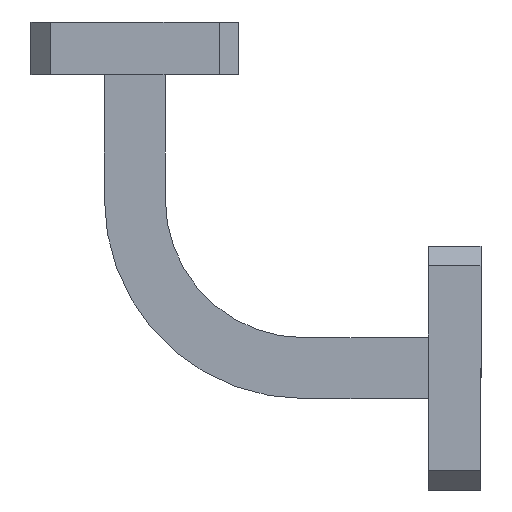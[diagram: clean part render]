
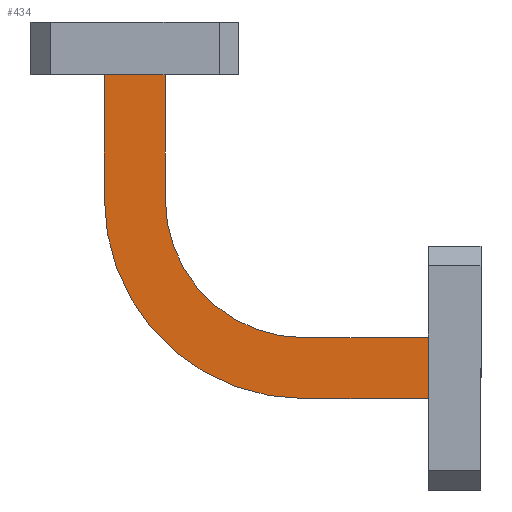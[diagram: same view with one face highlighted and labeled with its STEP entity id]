
A CAD part, front view. The second image highlights one B-rep face of the part: STEP entity #434.
In plain terms, the highlighted planar face has unit normal (0, -1, 0).
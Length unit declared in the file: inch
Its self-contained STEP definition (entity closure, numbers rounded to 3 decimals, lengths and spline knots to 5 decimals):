
#1 = DIRECTION ( 'NONE',  ( 0., 0., -1. ) ) ;
#25 = DIRECTION ( 'NONE',  ( 0., 0., -1. ) ) ;
#96 = CARTESIAN_POINT ( 'NONE',  ( 0.61, -0.18, -0.95 ) ) ;
#100 = DIRECTION ( 'NONE',  ( 1., 0., 0. ) ) ;
#124 = VECTOR ( 'NONE', #385, 39.37008 ) ;
#130 = LINE ( 'NONE', #425, #124 ) ;
#166 = VECTOR ( 'NONE', #754, 39.37008 ) ;
#168 = LINE ( 'NONE', #794, #166 ) ;
#175 = CIRCLE ( 'NONE', #209, 0.72 ) ;
#188 = DIRECTION ( 'NONE',  ( 0., 0., 1. ) ) ;
#189 = VECTOR ( 'NONE', #962, 39.37008 ) ;
#209 = AXIS2_PLACEMENT_3D ( 'NONE', #683, #675, #654 ) ;
#229 = LINE ( 'NONE', #960, #189 ) ;
#259 = CARTESIAN_POINT ( 'NONE',  ( 0.11, -0.18, 0. ) ) ;
#261 = CARTESIAN_POINT ( 'NONE',  ( 0.61, -0.18, -1.17 ) ) ;
#311 = LINE ( 'NONE', #96, #320 ) ;
#320 = VECTOR ( 'NONE', #100, 39.37008 ) ;
#344 = AXIS2_PLACEMENT_3D ( 'NONE', #1346, #1275, #1 ) ;
#346 = VECTOR ( 'NONE', #25, 39.37008 ) ;
#347 = LINE ( 'NONE', #893, #346 ) ;
#359 = CIRCLE ( 'NONE', #344, 0.5 ) ;
#385 = DIRECTION ( 'NONE',  ( 0., 0., 1. ) ) ;
#419 = LINE ( 'NONE', #823, #436 ) ;
#425 = CARTESIAN_POINT ( 'NONE',  ( -0.11, -0.18, -0.45 ) ) ;
#434 = ADVANCED_FACE ( 'NONE', ( #587 ), #1717, .F. ) ;
#436 = VECTOR ( 'NONE', #188, 39.37008 ) ;
#516 = AXIS2_PLACEMENT_3D ( 'NONE', #1747, #1715, #1696 ) ;
#533 = CARTESIAN_POINT ( 'NONE',  ( -0.11, -0.18, 0. ) ) ;
#587 = FACE_OUTER_BOUND ( 'NONE', #908, .T. ) ;
#616 = CARTESIAN_POINT ( 'NONE',  ( 0.61, -0.18, -0.95 ) ) ;
#654 = DIRECTION ( 'NONE',  ( 0., 0., -1. ) ) ;
#675 = DIRECTION ( 'NONE',  ( 0., -1., 0. ) ) ;
#683 = CARTESIAN_POINT ( 'NONE',  ( 0.61, -0.18, -0.45 ) ) ;
#703 = VERTEX_POINT ( 'NONE', #533 ) ;
#714 = VERTEX_POINT ( 'NONE', #616 ) ;
#720 = VERTEX_POINT ( 'NONE', #261 ) ;
#754 = DIRECTION ( 'NONE',  ( -1., 0., 0. ) ) ;
#766 = VERTEX_POINT ( 'NONE', #259 ) ;
#794 = CARTESIAN_POINT ( 'NONE',  ( 0.11, -0.18, 0. ) ) ;
#799 = EDGE_CURVE ( 'NONE', #1124, #766, #419, .T. ) ;
#823 = CARTESIAN_POINT ( 'NONE',  ( 0.11, -0.18, -0.45 ) ) ;
#863 = EDGE_CURVE ( 'NONE', #1124, #714, #359, .T. ) ;
#870 = EDGE_CURVE ( 'NONE', #1267, #970, #347, .T. ) ;
#893 = CARTESIAN_POINT ( 'NONE',  ( 1.06, -0.18, -0.95 ) ) ;
#899 = EDGE_CURVE ( 'NONE', #714, #1267, #311, .T. ) ;
#908 = EDGE_LOOP ( 'NONE', ( #1296, #1094, #1266, #1153, #1256, #1211, #1139, #1259 ) ) ;
#960 = CARTESIAN_POINT ( 'NONE',  ( 0.61, -0.18, -1.17 ) ) ;
#962 = DIRECTION ( 'NONE',  ( 1., 0., 0. ) ) ;
#970 = VERTEX_POINT ( 'NONE', #1543 ) ;
#1000 = EDGE_CURVE ( 'NONE', #720, #970, #229, .T. ) ;
#1026 = EDGE_CURVE ( 'NONE', #766, #703, #168, .T. ) ;
#1028 = EDGE_CURVE ( 'NONE', #1272, #720, #175, .T. ) ;
#1060 = EDGE_CURVE ( 'NONE', #1272, #703, #130, .T. ) ;
#1094 = ORIENTED_EDGE ( 'NONE', *, *, #1060, .F. ) ;
#1124 = VERTEX_POINT ( 'NONE', #1712 ) ;
#1139 = ORIENTED_EDGE ( 'NONE', *, *, #863, .F. ) ;
#1153 = ORIENTED_EDGE ( 'NONE', *, *, #1000, .T. ) ;
#1211 = ORIENTED_EDGE ( 'NONE', *, *, #899, .F. ) ;
#1256 = ORIENTED_EDGE ( 'NONE', *, *, #870, .F. ) ;
#1259 = ORIENTED_EDGE ( 'NONE', *, *, #799, .T. ) ;
#1266 = ORIENTED_EDGE ( 'NONE', *, *, #1028, .T. ) ;
#1267 = VERTEX_POINT ( 'NONE', #1428 ) ;
#1272 = VERTEX_POINT ( 'NONE', #1414 ) ;
#1275 = DIRECTION ( 'NONE',  ( 0., -1., 0. ) ) ;
#1296 = ORIENTED_EDGE ( 'NONE', *, *, #1026, .T. ) ;
#1346 = CARTESIAN_POINT ( 'NONE',  ( 0.61, -0.18, -0.45 ) ) ;
#1414 = CARTESIAN_POINT ( 'NONE',  ( -0.11, -0.18, -0.45 ) ) ;
#1428 = CARTESIAN_POINT ( 'NONE',  ( 1.06, -0.18, -0.95 ) ) ;
#1543 = CARTESIAN_POINT ( 'NONE',  ( 1.06, -0.18, -1.17 ) ) ;
#1696 = DIRECTION ( 'NONE',  ( 0., 0., 1. ) ) ;
#1712 = CARTESIAN_POINT ( 'NONE',  ( 0.11, -0.18, -0.45 ) ) ;
#1715 = DIRECTION ( 'NONE',  ( 0., 1., 0. ) ) ;
#1717 = PLANE ( 'NONE',  #516 ) ;
#1747 = CARTESIAN_POINT ( 'NONE',  ( 0.11, -0.18, -0.45 ) ) ;
